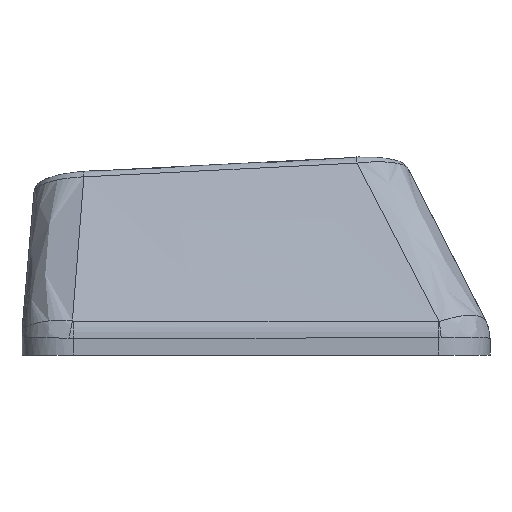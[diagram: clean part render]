
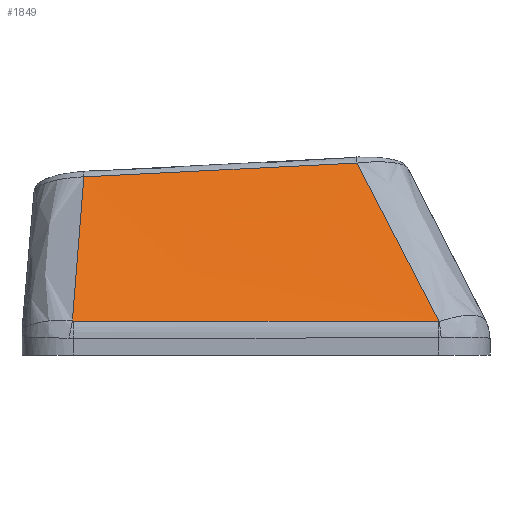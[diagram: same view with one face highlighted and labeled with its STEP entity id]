
A CAD part, left-side view. The second image highlights one B-rep face of the part: STEP entity #1849.
In plain terms, the highlighted free-form (B-spline) face has degree [3, 3] with [4, 4] control points.
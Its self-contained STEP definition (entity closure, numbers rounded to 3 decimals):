
#40=B_SPLINE_SURFACE_WITH_KNOTS('',3,3,((#4385,#4386,#4387,#4388),(#4389,
#4390,#4391,#4392),(#4393,#4394,#4395,#4396),(#4397,#4398,#4399,#4400)),
 .UNSPECIFIED.,.F.,.F.,.F.,(4,4),(4,4),(0.107,0.899),
(0.045,0.956),.UNSPECIFIED.);
#335=FACE_OUTER_BOUND('',#429,.T.);
#429=EDGE_LOOP('',(#1612,#1613,#1614,#1615,#1616,#1617));
#594=B_SPLINE_CURVE_WITH_KNOTS('',3,(#3817,#3818,#3819,#3820),
 .UNSPECIFIED.,.F.,.F.,(4,4),(0.,0.003),
 .UNSPECIFIED.);
#595=B_SPLINE_CURVE_WITH_KNOTS('',3,(#3838,#3839,#3840,#3841),
 .UNSPECIFIED.,.F.,.F.,(4,4),(-1.416,0.),.UNSPECIFIED.);
#598=B_SPLINE_CURVE_WITH_KNOTS('',3,(#3871,#3872,#3873,#3874),
 .UNSPECIFIED.,.F.,.F.,(4,4),(0.,0.004),.UNSPECIFIED.);
#609=B_SPLINE_CURVE_WITH_KNOTS('',3,(#4102,#4103,#4104,#4105),
 .UNSPECIFIED.,.F.,.F.,(4,4),(0.037,0.785),
 .UNSPECIFIED.);
#617=B_SPLINE_CURVE_WITH_KNOTS('',3,(#4325,#4326,#4327,#4328),
 .UNSPECIFIED.,.F.,.F.,(4,4),(0.,1.061),.UNSPECIFIED.);
#620=B_SPLINE_CURVE_WITH_KNOTS('',3,(#4401,#4402,#4403,#4404),
 .UNSPECIFIED.,.F.,.F.,(4,4),(-0.661,-0.033),
 .UNSPECIFIED.);
#817=VERTEX_POINT('',#3779);
#819=VERTEX_POINT('',#3810);
#821=VERTEX_POINT('',#3837);
#823=VERTEX_POINT('',#3864);
#839=VERTEX_POINT('',#4095);
#844=VERTEX_POINT('',#4323);
#1071=EDGE_CURVE('',#817,#819,#594,.T.);
#1072=EDGE_CURVE('',#819,#821,#595,.T.);
#1077=EDGE_CURVE('',#821,#823,#598,.T.);
#1103=EDGE_CURVE('',#839,#817,#609,.T.);
#1118=EDGE_CURVE('',#844,#839,#617,.T.);
#1122=EDGE_CURVE('',#823,#844,#620,.T.);
#1612=ORIENTED_EDGE('',*,*,#1071,.F.);
#1613=ORIENTED_EDGE('',*,*,#1103,.F.);
#1614=ORIENTED_EDGE('',*,*,#1118,.F.);
#1615=ORIENTED_EDGE('',*,*,#1122,.F.);
#1616=ORIENTED_EDGE('',*,*,#1077,.F.);
#1617=ORIENTED_EDGE('',*,*,#1072,.F.);
#1849=ADVANCED_FACE('',(#335),#40,.F.);
#3779=CARTESIAN_POINT('',(-8.943,-7.107,0.299));
#3810=CARTESIAN_POINT('',(-8.944,-7.079,0.298));
#3817=CARTESIAN_POINT('Ctrl Pts',(-8.943,-7.107,0.299));
#3818=CARTESIAN_POINT('Ctrl Pts',(-8.944,-7.098,0.298));
#3819=CARTESIAN_POINT('Ctrl Pts',(-8.944,-7.088,0.298));
#3820=CARTESIAN_POINT('Ctrl Pts',(-8.944,-7.079,0.298));
#3837=CARTESIAN_POINT('',(-8.921,7.082,0.318));
#3838=CARTESIAN_POINT('Ctrl Pts',(-8.944,-7.079,0.298));
#3839=CARTESIAN_POINT('Ctrl Pts',(-8.937,-2.359,0.304));
#3840=CARTESIAN_POINT('Ctrl Pts',(-8.929,2.361,0.311));
#3841=CARTESIAN_POINT('Ctrl Pts',(-8.921,7.082,0.318));
#3864=CARTESIAN_POINT('',(-8.919,7.125,0.322));
#3871=CARTESIAN_POINT('Ctrl Pts',(-8.921,7.082,0.318));
#3872=CARTESIAN_POINT('Ctrl Pts',(-8.921,7.096,0.318));
#3873=CARTESIAN_POINT('Ctrl Pts',(-8.92,7.111,0.319));
#3874=CARTESIAN_POINT('Ctrl Pts',(-8.919,7.125,0.322));
#4095=CARTESIAN_POINT('',(-6.11,-3.922,6.452));
#4102=CARTESIAN_POINT('Ctrl Pts',(-6.11,-3.922,6.452));
#4103=CARTESIAN_POINT('Ctrl Pts',(-7.057,-4.986,4.403));
#4104=CARTESIAN_POINT('Ctrl Pts',(-8.001,-6.047,2.351));
#4105=CARTESIAN_POINT('Ctrl Pts',(-8.943,-7.107,0.299));
#4323=CARTESIAN_POINT('',(-6.116,6.678,5.915));
#4325=CARTESIAN_POINT('Ctrl Pts',(-6.116,6.678,5.915));
#4326=CARTESIAN_POINT('Ctrl Pts',(-6.114,3.145,6.093));
#4327=CARTESIAN_POINT('Ctrl Pts',(-6.112,-0.389,
6.272));
#4328=CARTESIAN_POINT('Ctrl Pts',(-6.11,-3.922,6.452));
#4385=CARTESIAN_POINT('Ctrl Pts',(-6.11,7.033,5.91));
#4386=CARTESIAN_POINT('Ctrl Pts',(-7.054,7.064,4.031));
#4387=CARTESIAN_POINT('Ctrl Pts',(-7.999,7.095,2.151));
#4388=CARTESIAN_POINT('Ctrl Pts',(-8.944,7.126,0.272));
#4389=CARTESIAN_POINT('Ctrl Pts',(-6.11,3.257,6.097));
#4390=CARTESIAN_POINT('Ctrl Pts',(-7.054,2.965,4.158));
#4391=CARTESIAN_POINT('Ctrl Pts',(-7.999,2.673,2.219));
#4392=CARTESIAN_POINT('Ctrl Pts',(-8.944,2.382,0.28));
#4393=CARTESIAN_POINT('Ctrl Pts',(-6.11,-0.519,
6.283));
#4394=CARTESIAN_POINT('Ctrl Pts',(-7.054,-1.133,4.285));
#4395=CARTESIAN_POINT('Ctrl Pts',(-7.999,-1.748,2.287));
#4396=CARTESIAN_POINT('Ctrl Pts',(-8.944,-2.363,0.289));
#4397=CARTESIAN_POINT('Ctrl Pts',(-6.11,-4.295,6.47));
#4398=CARTESIAN_POINT('Ctrl Pts',(-7.054,-5.232,4.413));
#4399=CARTESIAN_POINT('Ctrl Pts',(-7.999,-6.17,2.355));
#4400=CARTESIAN_POINT('Ctrl Pts',(-8.944,-7.107,0.298));
#4401=CARTESIAN_POINT('Ctrl Pts',(-8.919,7.125,0.322));
#4402=CARTESIAN_POINT('Ctrl Pts',(-7.982,6.973,2.185));
#4403=CARTESIAN_POINT('Ctrl Pts',(-7.048,6.824,4.049));
#4404=CARTESIAN_POINT('Ctrl Pts',(-6.116,6.678,5.915));
